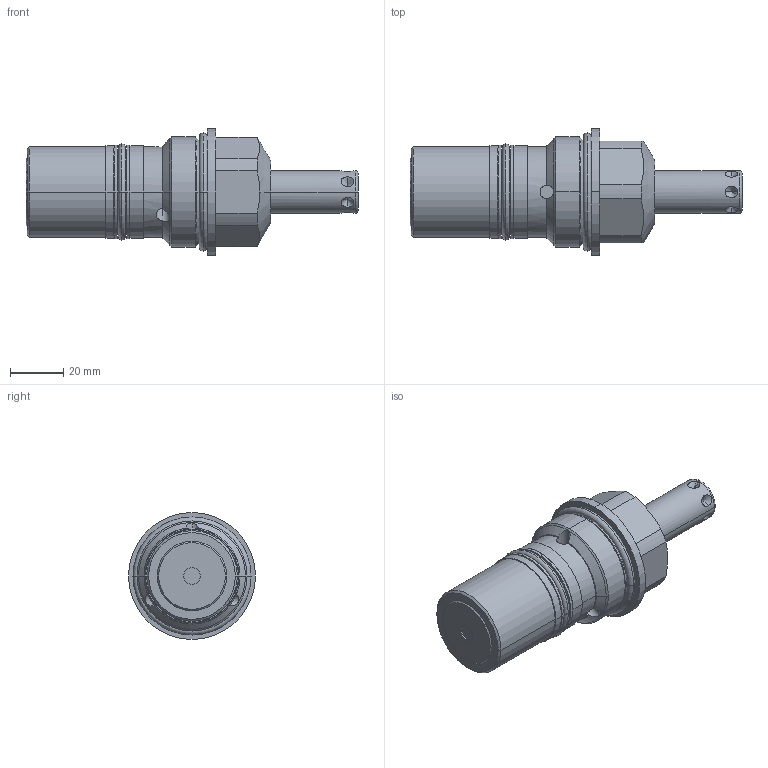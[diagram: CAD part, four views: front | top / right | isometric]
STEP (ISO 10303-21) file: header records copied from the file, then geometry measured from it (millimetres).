
FILE_DESCRIPTION((''),'2;1');
FILE_NAME('ILC14110901S','2018-01-24T',('jdw'),(''),'PRO/ENGINEER BY PARAMETRIC TECHNOLOGY CORPORATION, 2013320','PRO/ENGINEER BY PARAMETRIC TECHNOLOGY CORPORATION, 2013320','');
FILE_SCHEMA(('AUTOMOTIVE_DESIGN { 1 0 10303 214 1 1 1 1 }'));
Length unit declared in the file: inch
Products named in the file (1): ILC14110901S
Bounding box: 124.51 x 47.62 x 47.62 mm (x, y, z)
Volume: 102721.1 mm3; surface area: 21384 mm2
Topology: 3 solids, 5 shells, 108 faces, 262 edges, 163 vertices
Faces by surface type: cylinder 46, plane 28, cone 24, torus 10
Entity records: 4693 total; most frequent: CARTESIAN_POINT 927, DIRECTION 562, ORIENTED_EDGE 488, PRESENTATION_STYLE_ASSIGNMENT 282, STYLED_ITEM 253, CURVE_STYLE 248, EDGE_CURVE 248, AXIS2_PLACEMENT_3D 237
